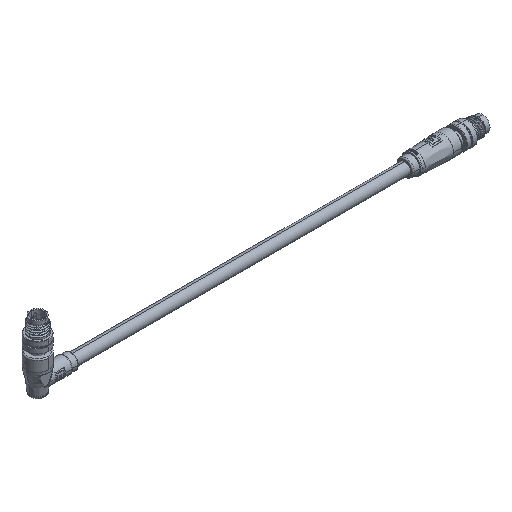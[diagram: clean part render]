
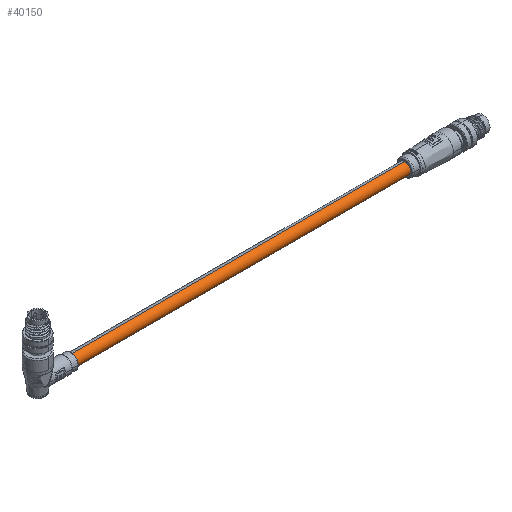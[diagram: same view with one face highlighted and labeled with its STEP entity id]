
A CAD part, isometric view. The second image highlights one B-rep face of the part: STEP entity #40150.
In plain terms, the highlighted cylindrical face has radius 2.55 mm (diameter 5.1 mm), a partial arc.
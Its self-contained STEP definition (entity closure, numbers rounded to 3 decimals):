
#3494 = VERTEX_POINT ( 'NONE', #19942 ) ;
#4557 = CYLINDRICAL_SURFACE ( 'NONE', #32059, 2.55 ) ;
#4763 = DIRECTION ( 'NONE',  ( 0., 0., -1. ) ) ;
#5255 = DIRECTION ( 'NONE',  ( -1., 0., 0. ) ) ;
#7616 = LINE ( 'NONE', #21867, #8904 ) ;
#8568 = CARTESIAN_POINT ( 'NONE',  ( 157.212, 0., 2.55 ) ) ;
#8904 = VECTOR ( 'NONE', #28778, 1000. ) ;
#10393 = ORIENTED_EDGE ( 'NONE', *, *, #22289, .F. ) ;
#10525 = AXIS2_PLACEMENT_3D ( 'NONE', #24016, #16471, #40276 ) ;
#10528 = CIRCLE ( 'NONE', #16233, 2.55 ) ;
#14568 = FACE_OUTER_BOUND ( 'NONE', #17340, .T. ) ;
#15193 = EDGE_CURVE ( 'NONE', #36511, #3494, #39063, .T. ) ;
#16106 = VERTEX_POINT ( 'NONE', #39572 ) ;
#16233 = AXIS2_PLACEMENT_3D ( 'NONE', #35249, #17906, #4763 ) ;
#16471 = DIRECTION ( 'NONE',  ( 1., 0., 0. ) ) ;
#17340 = EDGE_LOOP ( 'NONE', ( #10393, #40931, #40392, #22428 ) ) ;
#17906 = DIRECTION ( 'NONE',  ( 1., 0., 0. ) ) ;
#19468 = VECTOR ( 'NONE', #5255, 1000. ) ;
#19942 = CARTESIAN_POINT ( 'NONE',  ( 0., 0., 2.55 ) ) ;
#20485 = CARTESIAN_POINT ( 'NONE',  ( 150., 0., 2.55 ) ) ;
#21867 = CARTESIAN_POINT ( 'NONE',  ( 157.212, 0., -2.55 ) ) ;
#22289 = EDGE_CURVE ( 'NONE', #16106, #23496, #7616, .T. ) ;
#22428 = ORIENTED_EDGE ( 'NONE', *, *, #32201, .T. ) ;
#23496 = VERTEX_POINT ( 'NONE', #35499 ) ;
#24016 = CARTESIAN_POINT ( 'NONE',  ( 0., 0., 0. ) ) ;
#28368 = DIRECTION ( 'NONE',  ( 0., 0., 1. ) ) ;
#28778 = DIRECTION ( 'NONE',  ( -1., 0., 0. ) ) ;
#30370 = EDGE_CURVE ( 'NONE', #36511, #16106, #10528, .T. ) ;
#30478 = CIRCLE ( 'NONE', #10525, 2.55 ) ;
#32059 = AXIS2_PLACEMENT_3D ( 'NONE', #35043, #37727, #28368 ) ;
#32201 = EDGE_CURVE ( 'NONE', #3494, #23496, #30478, .T. ) ;
#35043 = CARTESIAN_POINT ( 'NONE',  ( 157.212, 0., 0. ) ) ;
#35249 = CARTESIAN_POINT ( 'NONE',  ( 150., 0., 0. ) ) ;
#35499 = CARTESIAN_POINT ( 'NONE',  ( 0., 0., -2.55 ) ) ;
#36511 = VERTEX_POINT ( 'NONE', #20485 ) ;
#37727 = DIRECTION ( 'NONE',  ( -1., 0., 0. ) ) ;
#39063 = LINE ( 'NONE', #8568, #19468 ) ;
#39572 = CARTESIAN_POINT ( 'NONE',  ( 150., 0., -2.55 ) ) ;
#40150 = ADVANCED_FACE ( 'NONE', ( #14568 ), #4557, .T. ) ;
#40276 = DIRECTION ( 'NONE',  ( 0., 0., -1. ) ) ;
#40392 = ORIENTED_EDGE ( 'NONE', *, *, #15193, .T. ) ;
#40931 = ORIENTED_EDGE ( 'NONE', *, *, #30370, .F. ) ;
